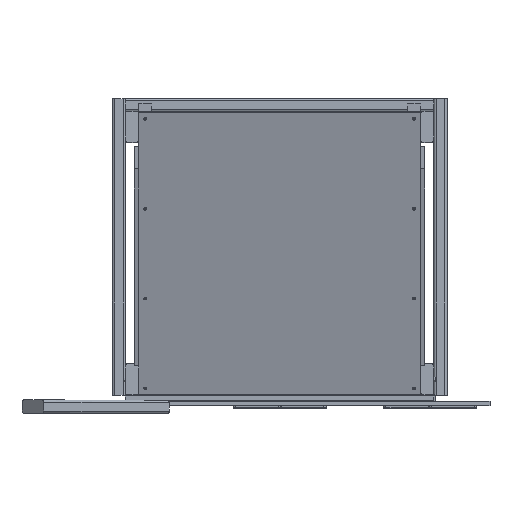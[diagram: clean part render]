
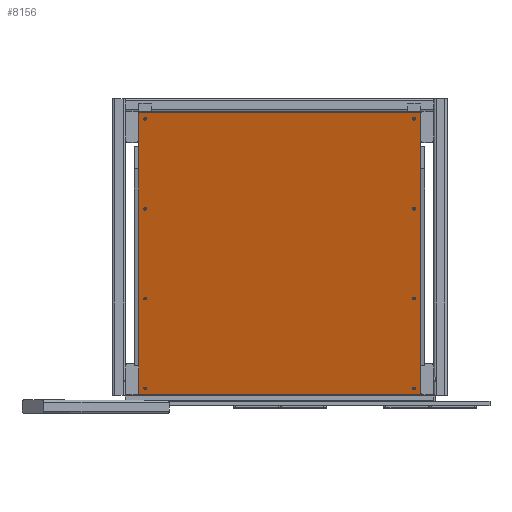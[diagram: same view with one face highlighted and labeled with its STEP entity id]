
A CAD part, top view. The second image highlights one B-rep face of the part: STEP entity #8156.
In plain terms, the highlighted planar face has unit normal (0, -0.259, 0.966).
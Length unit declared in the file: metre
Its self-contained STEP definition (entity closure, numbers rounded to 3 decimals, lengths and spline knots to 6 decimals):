
#1077=CIRCLE('',#9145,0.001191);
#1078=CIRCLE('',#9146,0.001191);
#1079=CIRCLE('',#9147,0.001191);
#1080=CIRCLE('',#9148,0.001191);
#1081=CIRCLE('',#9149,0.001191);
#1082=CIRCLE('',#9150,0.001191);
#1083=CIRCLE('',#9151,0.001191);
#1084=CIRCLE('',#9152,0.001191);
#2502=ORIENTED_EDGE('',*,*,#3940,.T.);
#2503=ORIENTED_EDGE('',*,*,#3941,.T.);
#2504=ORIENTED_EDGE('',*,*,#3942,.T.);
#2505=ORIENTED_EDGE('',*,*,#3943,.T.);
#2506=ORIENTED_EDGE('',*,*,#3944,.T.);
#2507=ORIENTED_EDGE('',*,*,#3945,.T.);
#2508=ORIENTED_EDGE('',*,*,#3946,.T.);
#2509=ORIENTED_EDGE('',*,*,#3947,.T.);
#2510=ORIENTED_EDGE('',*,*,#3939,.F.);
#2511=ORIENTED_EDGE('',*,*,#3948,.T.);
#2512=ORIENTED_EDGE('',*,*,#3936,.T.);
#2513=ORIENTED_EDGE('',*,*,#3934,.F.);
#3934=EDGE_CURVE('',#4777,#4778,#5432,.T.);
#3936=EDGE_CURVE('',#4779,#4778,#5434,.T.);
#3939=EDGE_CURVE('',#4780,#4777,#5437,.T.);
#3940=EDGE_CURVE('',#4781,#4781,#1077,.T.);
#3941=EDGE_CURVE('',#4782,#4782,#1078,.T.);
#3942=EDGE_CURVE('',#4783,#4783,#1079,.T.);
#3943=EDGE_CURVE('',#4784,#4784,#1080,.T.);
#3944=EDGE_CURVE('',#4785,#4785,#1081,.T.);
#3945=EDGE_CURVE('',#4786,#4786,#1082,.T.);
#3946=EDGE_CURVE('',#4787,#4787,#1083,.T.);
#3947=EDGE_CURVE('',#4788,#4788,#1084,.T.);
#3948=EDGE_CURVE('',#4780,#4779,#5438,.T.);
#4777=VERTEX_POINT('',#13948);
#4778=VERTEX_POINT('',#13950);
#4779=VERTEX_POINT('',#13954);
#4780=VERTEX_POINT('',#13958);
#4781=VERTEX_POINT('',#13962);
#4782=VERTEX_POINT('',#13964);
#4783=VERTEX_POINT('',#13966);
#4784=VERTEX_POINT('',#13968);
#4785=VERTEX_POINT('',#13970);
#4786=VERTEX_POINT('',#13972);
#4787=VERTEX_POINT('',#13974);
#4788=VERTEX_POINT('',#13976);
#5432=LINE('',#13949,#5940);
#5434=LINE('',#13953,#5942);
#5437=LINE('',#13959,#5945);
#5438=LINE('',#13977,#5946);
#5940=VECTOR('',#10992,1.);
#5942=VECTOR('',#10996,1.);
#5945=VECTOR('',#11001,1.);
#5946=VECTOR('',#11020,1.);
#6485=EDGE_LOOP('',(#2502));
#6486=EDGE_LOOP('',(#2503));
#6487=EDGE_LOOP('',(#2504));
#6488=EDGE_LOOP('',(#2505));
#6489=EDGE_LOOP('',(#2506));
#6490=EDGE_LOOP('',(#2507));
#6491=EDGE_LOOP('',(#2508));
#6492=EDGE_LOOP('',(#2509));
#6493=EDGE_LOOP('',(#2510,#2511,#2512,#2513));
#7265=FACE_BOUND('',#6485,.T.);
#7266=FACE_BOUND('',#6486,.T.);
#7267=FACE_BOUND('',#6487,.T.);
#7268=FACE_BOUND('',#6488,.T.);
#7269=FACE_BOUND('',#6489,.T.);
#7270=FACE_BOUND('',#6490,.T.);
#7271=FACE_BOUND('',#6491,.T.);
#7272=FACE_BOUND('',#6492,.T.);
#7273=FACE_BOUND('',#6493,.T.);
#7832=PLANE('',#9144);
#8156=ADVANCED_FACE('',(#7265,#7266,#7267,#7268,#7269,#7270,#7271,#7272,
#7273),#7832,.T.);
#9144=AXIS2_PLACEMENT_3D('',#13960,#11002,#11003);
#9145=AXIS2_PLACEMENT_3D('',#13961,#11004,#11005);
#9146=AXIS2_PLACEMENT_3D('',#13963,#11006,#11007);
#9147=AXIS2_PLACEMENT_3D('',#13965,#11008,#11009);
#9148=AXIS2_PLACEMENT_3D('',#13967,#11010,#11011);
#9149=AXIS2_PLACEMENT_3D('',#13969,#11012,#11013);
#9150=AXIS2_PLACEMENT_3D('',#13971,#11014,#11015);
#9151=AXIS2_PLACEMENT_3D('',#13973,#11016,#11017);
#9152=AXIS2_PLACEMENT_3D('',#13975,#11018,#11019);
#10992=DIRECTION('',(0.,-0.966,-0.259));
#10996=DIRECTION('',(1.,0.,0.));
#11001=DIRECTION('',(1.,0.,0.));
#11002=DIRECTION('',(0.,-0.259,0.966));
#11003=DIRECTION('',(0.,-0.966,-0.259));
#11004=DIRECTION('',(0.,0.259,-0.966));
#11005=DIRECTION('',(0.,0.966,0.259));
#11006=DIRECTION('',(0.,0.259,-0.966));
#11007=DIRECTION('',(0.,0.966,0.259));
#11008=DIRECTION('',(0.,0.259,-0.966));
#11009=DIRECTION('',(0.,0.966,0.259));
#11010=DIRECTION('',(0.,0.259,-0.966));
#11011=DIRECTION('',(0.,0.966,0.259));
#11012=DIRECTION('',(0.,0.259,-0.966));
#11013=DIRECTION('',(0.,0.966,0.259));
#11014=DIRECTION('',(0.,0.259,-0.966));
#11015=DIRECTION('',(0.,0.966,0.259));
#11016=DIRECTION('',(0.,0.259,-0.966));
#11017=DIRECTION('',(0.,0.966,0.259));
#11018=DIRECTION('',(0.,0.259,-0.966));
#11019=DIRECTION('',(0.,0.966,0.259));
#11020=DIRECTION('',(0.,-0.966,-0.259));
#13948=CARTESIAN_POINT('',(0.404347,0.809639,0.933247));
#13949=CARTESIAN_POINT('',(0.404347,0.774471,0.923823));
#13950=CARTESIAN_POINT('',(0.404347,0.,0.716304));
#13953=CARTESIAN_POINT('',(-0.404349,0.,0.716304));
#13954=CARTESIAN_POINT('',(-0.404347,0.,0.716304));
#13958=CARTESIAN_POINT('',(-0.404347,0.809639,0.933247));
#13959=CARTESIAN_POINT('',(-0.404349,0.809639,0.933247));
#13960=CARTESIAN_POINT('',(-0.404349,0.774471,0.923823));
#13961=CARTESIAN_POINT('',(-0.385297,0.018401,0.721235));
#13962=CARTESIAN_POINT('',(-0.385297,0.019551,0.721543));
#13963=CARTESIAN_POINT('',(-0.385297,0.276013,0.790262));
#13964=CARTESIAN_POINT('',(-0.385297,0.277163,0.79057));
#13965=CARTESIAN_POINT('',(-0.385297,0.533626,0.859289));
#13966=CARTESIAN_POINT('',(-0.385297,0.534776,0.859597));
#13967=CARTESIAN_POINT('',(-0.385297,0.791238,0.928316));
#13968=CARTESIAN_POINT('',(-0.385297,0.792388,0.928624));
#13969=CARTESIAN_POINT('',(0.385297,0.018401,0.721235));
#13970=CARTESIAN_POINT('',(0.385297,0.019551,0.721543));
#13971=CARTESIAN_POINT('',(0.385297,0.276013,0.790262));
#13972=CARTESIAN_POINT('',(0.385297,0.277163,0.79057));
#13973=CARTESIAN_POINT('',(0.385297,0.533626,0.859289));
#13974=CARTESIAN_POINT('',(0.385297,0.534776,0.859597));
#13975=CARTESIAN_POINT('',(0.385297,0.791238,0.928316));
#13976=CARTESIAN_POINT('',(0.385297,0.792388,0.928624));
#13977=CARTESIAN_POINT('',(-0.404347,0.774471,0.923823));
